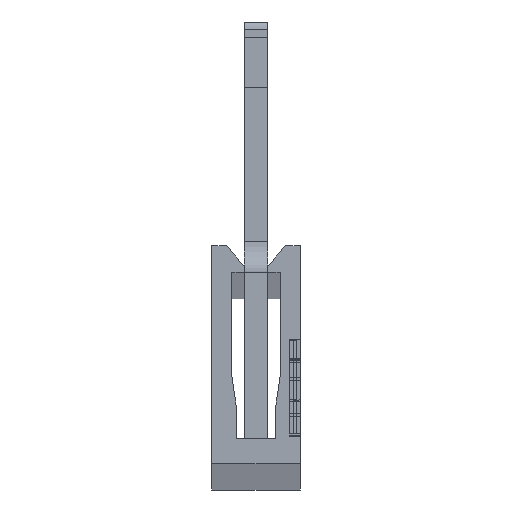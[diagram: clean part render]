
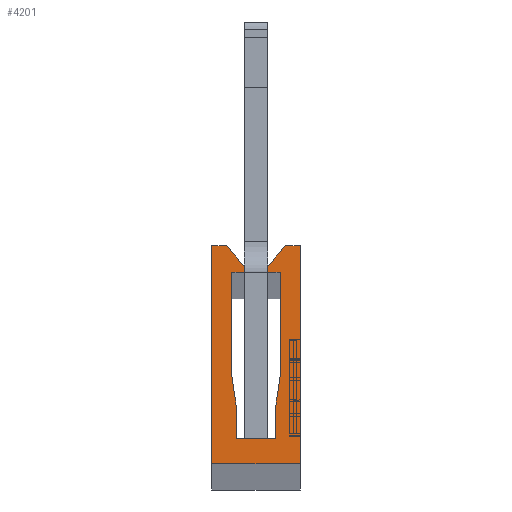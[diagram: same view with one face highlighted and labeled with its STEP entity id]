
A CAD part, top view. The second image highlights one B-rep face of the part: STEP entity #4201.
In plain terms, the highlighted planar face has unit normal (0, 0, 1).
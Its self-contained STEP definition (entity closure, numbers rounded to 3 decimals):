
#2417=DIRECTION('',(-1.,0.,0.));
#2418=VECTOR('',#2417,5.7);
#2419=CARTESIAN_POINT('',(5.689,0.522,642.5));
#2420=LINE('',#2419,#2418);
#2424=DIRECTION('',(0.,1.,0.));
#2425=VECTOR('',#2424,14.);
#2426=CARTESIAN_POINT('',(-0.011,0.522,642.5));
#2427=LINE('',#2426,#2425);
#2431=DIRECTION('',(1.,0.,0.));
#2432=VECTOR('',#2431,0.951);
#2433=CARTESIAN_POINT('',(-0.011,14.522,642.5));
#2434=LINE('',#2433,#2432);
#2438=DIRECTION('',(0.662,-0.749,0.));
#2439=VECTOR('',#2438,1.735);
#2440=CARTESIAN_POINT('',(0.94,14.522,642.5));
#2441=LINE('',#2440,#2439);
#2445=DIRECTION('',(0.,-1.,0.));
#2446=VECTOR('',#2445,0.4);
#2447=CARTESIAN_POINT('',(2.089,13.222,642.5));
#2448=LINE('',#2447,#2446);
#2452=DIRECTION('',(-1.,0.,0.));
#2453=VECTOR('',#2452,0.8);
#2454=CARTESIAN_POINT('',(2.089,12.822,642.5));
#2455=LINE('',#2454,#2453);
#2459=DIRECTION('',(0.,-1.,0.));
#2460=VECTOR('',#2459,6.7);
#2461=CARTESIAN_POINT('',(1.289,12.822,642.5));
#2462=LINE('',#2461,#2460);
#2466=DIRECTION('',(0.146,-0.989,0.));
#2467=VECTOR('',#2466,2.049);
#2468=CARTESIAN_POINT('',(1.289,6.122,642.5));
#2469=LINE('',#2468,#2467);
#2473=DIRECTION('',(0.,-1.,0.));
#2474=VECTOR('',#2473,1.973);
#2475=CARTESIAN_POINT('',(1.589,4.095,642.5));
#2476=LINE('',#2475,#2474);
#2480=DIRECTION('',(1.,0.,0.));
#2481=VECTOR('',#2480,2.5);
#2482=CARTESIAN_POINT('',(1.589,2.122,642.5));
#2483=LINE('',#2482,#2481);
#2487=DIRECTION('',(0.,1.,0.));
#2488=VECTOR('',#2487,1.973);
#2489=CARTESIAN_POINT('',(4.089,2.122,642.5));
#2490=LINE('',#2489,#2488);
#2494=DIRECTION('',(0.146,0.989,0.));
#2495=VECTOR('',#2494,2.049);
#2496=CARTESIAN_POINT('',(4.089,4.095,642.5));
#2497=LINE('',#2496,#2495);
#2501=DIRECTION('',(0.,1.,0.));
#2502=VECTOR('',#2501,6.7);
#2503=CARTESIAN_POINT('',(4.389,6.122,642.5));
#2504=LINE('',#2503,#2502);
#2508=DIRECTION('',(-1.,0.,0.));
#2509=VECTOR('',#2508,0.8);
#2510=CARTESIAN_POINT('',(4.389,12.822,642.5));
#2511=LINE('',#2510,#2509);
#2515=DIRECTION('',(0.,1.,0.));
#2516=VECTOR('',#2515,0.4);
#2517=CARTESIAN_POINT('',(3.589,12.822,642.5));
#2518=LINE('',#2517,#2516);
#2522=DIRECTION('',(0.662,0.749,0.));
#2523=VECTOR('',#2522,1.735);
#2524=CARTESIAN_POINT('',(3.589,13.222,642.5));
#2525=LINE('',#2524,#2523);
#2529=DIRECTION('',(1.,0.,0.));
#2530=VECTOR('',#2529,0.951);
#2531=CARTESIAN_POINT('',(4.738,14.522,642.5));
#2532=LINE('',#2531,#2530);
#2536=DIRECTION('',(0.,-1.,0.));
#2537=VECTOR('',#2536,14.);
#2538=CARTESIAN_POINT('',(5.689,14.522,642.5));
#2539=LINE('',#2538,#2537);
#3823=CARTESIAN_POINT('',(-0.011,14.522,642.5));
#3824=CARTESIAN_POINT('',(0.94,14.522,642.5));
#3825=VERTEX_POINT('',#3823);
#3826=VERTEX_POINT('',#3824);
#3827=CARTESIAN_POINT('',(5.689,0.522,642.5));
#3828=CARTESIAN_POINT('',(-0.011,0.522,642.5));
#3829=VERTEX_POINT('',#3827);
#3830=VERTEX_POINT('',#3828);
#3831=CARTESIAN_POINT('',(2.089,13.222,642.5));
#3832=VERTEX_POINT('',#3831);
#3833=CARTESIAN_POINT('',(2.089,12.822,642.5));
#3834=VERTEX_POINT('',#3833);
#3835=CARTESIAN_POINT('',(1.289,12.822,642.5));
#3836=VERTEX_POINT('',#3835);
#3837=CARTESIAN_POINT('',(1.289,6.122,642.5));
#3838=VERTEX_POINT('',#3837);
#3839=CARTESIAN_POINT('',(1.589,4.095,642.5));
#3840=VERTEX_POINT('',#3839);
#3841=CARTESIAN_POINT('',(1.589,2.122,642.5));
#3842=VERTEX_POINT('',#3841);
#3843=CARTESIAN_POINT('',(4.089,2.122,642.5));
#3844=VERTEX_POINT('',#3843);
#3845=CARTESIAN_POINT('',(4.089,4.095,642.5));
#3846=VERTEX_POINT('',#3845);
#3847=CARTESIAN_POINT('',(4.389,6.122,642.5));
#3848=VERTEX_POINT('',#3847);
#3849=CARTESIAN_POINT('',(4.389,12.822,642.5));
#3850=VERTEX_POINT('',#3849);
#3851=CARTESIAN_POINT('',(3.589,12.822,642.5));
#3852=VERTEX_POINT('',#3851);
#3853=CARTESIAN_POINT('',(3.589,13.222,642.5));
#3854=VERTEX_POINT('',#3853);
#3855=CARTESIAN_POINT('',(4.738,14.522,642.5));
#3856=VERTEX_POINT('',#3855);
#3857=CARTESIAN_POINT('',(5.689,14.522,642.5));
#3858=VERTEX_POINT('',#3857);
#4160=CARTESIAN_POINT('',(0.,0.,642.5));
#4161=DIRECTION('',(0.,0.,-1.));
#4162=DIRECTION('',(-1.,0.,0.));
#4163=AXIS2_PLACEMENT_3D('',#4160,#4161,#4162);
#4164=PLANE('',#4163);
#4166=ORIENTED_EDGE('',*,*,#4165,.T.);
#4167=ORIENTED_EDGE('',*,*,#4153,.T.);
#4168=ORIENTED_EDGE('',*,*,#4096,.T.);
#4170=ORIENTED_EDGE('',*,*,#4169,.T.);
#4172=ORIENTED_EDGE('',*,*,#4171,.T.);
#4174=ORIENTED_EDGE('',*,*,#4173,.T.);
#4176=ORIENTED_EDGE('',*,*,#4175,.T.);
#4178=ORIENTED_EDGE('',*,*,#4177,.T.);
#4180=ORIENTED_EDGE('',*,*,#4179,.T.);
#4182=ORIENTED_EDGE('',*,*,#4181,.T.);
#4184=ORIENTED_EDGE('',*,*,#4183,.T.);
#4186=ORIENTED_EDGE('',*,*,#4185,.T.);
#4188=ORIENTED_EDGE('',*,*,#4187,.T.);
#4190=ORIENTED_EDGE('',*,*,#4189,.T.);
#4192=ORIENTED_EDGE('',*,*,#4191,.T.);
#4194=ORIENTED_EDGE('',*,*,#4193,.T.);
#4196=ORIENTED_EDGE('',*,*,#4195,.T.);
#4198=ORIENTED_EDGE('',*,*,#4197,.T.);
#4199=EDGE_LOOP('',(#4166,#4167,#4168,#4170,#4172,#4174,#4176,#4178,#4180,#4182,
#4184,#4186,#4188,#4190,#4192,#4194,#4196,#4198));
#4200=FACE_OUTER_BOUND('',#4199,.F.);
#4096=EDGE_CURVE('',#3825,#3826,#2434,.T.);
#4153=EDGE_CURVE('',#3830,#3825,#2427,.T.);
#4165=EDGE_CURVE('',#3829,#3830,#2420,.T.);
#4169=EDGE_CURVE('',#3826,#3832,#2441,.T.);
#4171=EDGE_CURVE('',#3832,#3834,#2448,.T.);
#4173=EDGE_CURVE('',#3834,#3836,#2455,.T.);
#4175=EDGE_CURVE('',#3836,#3838,#2462,.T.);
#4177=EDGE_CURVE('',#3838,#3840,#2469,.T.);
#4179=EDGE_CURVE('',#3840,#3842,#2476,.T.);
#4181=EDGE_CURVE('',#3842,#3844,#2483,.T.);
#4183=EDGE_CURVE('',#3844,#3846,#2490,.T.);
#4185=EDGE_CURVE('',#3846,#3848,#2497,.T.);
#4187=EDGE_CURVE('',#3848,#3850,#2504,.T.);
#4189=EDGE_CURVE('',#3850,#3852,#2511,.T.);
#4191=EDGE_CURVE('',#3852,#3854,#2518,.T.);
#4193=EDGE_CURVE('',#3854,#3856,#2525,.T.);
#4195=EDGE_CURVE('',#3856,#3858,#2532,.T.);
#4197=EDGE_CURVE('',#3858,#3829,#2539,.T.);
#4201=ADVANCED_FACE('',(#4200),#4164,.F.);
